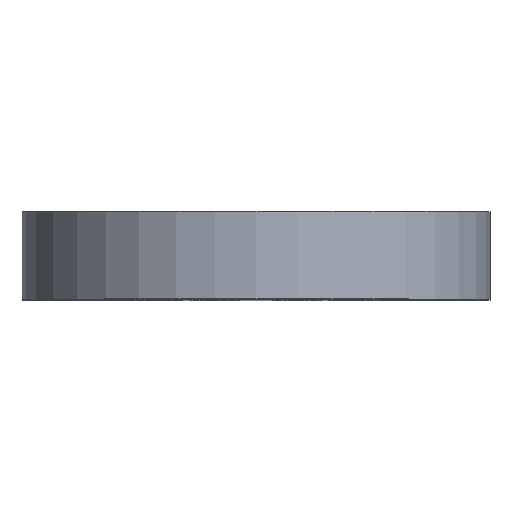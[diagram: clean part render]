
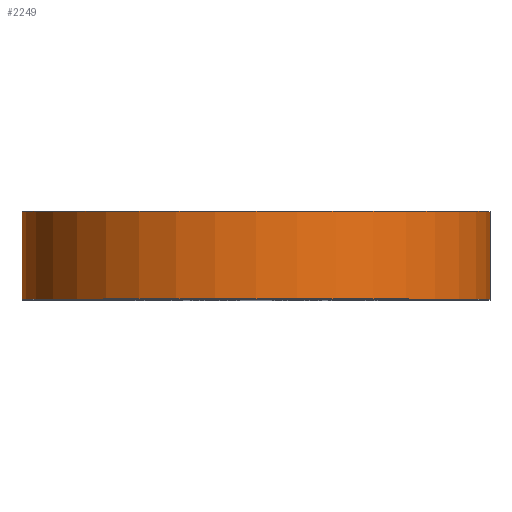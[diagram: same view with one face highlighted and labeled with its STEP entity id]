
A CAD part, top view. The second image highlights one B-rep face of the part: STEP entity #2249.
In plain terms, the highlighted cylindrical face has radius 40 mm (diameter 80 mm), a partial arc.
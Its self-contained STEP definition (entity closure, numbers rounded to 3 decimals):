
#5 = VECTOR ( 'NONE', #118, 1000. ) ;
#8 = EDGE_CURVE ( 'NONE', #266, #1619, #2178, .T. ) ;
#46 = DIRECTION ( 'NONE',  ( 0., -1., 0. ) ) ;
#60 = FACE_OUTER_BOUND ( 'NONE', #433, .T. ) ;
#110 = CARTESIAN_POINT ( 'NONE',  ( 0., 15., 0. ) ) ;
#118 = DIRECTION ( 'NONE',  ( 0., -1., 0. ) ) ;
#266 = VERTEX_POINT ( 'NONE', #2634 ) ;
#328 = DIRECTION ( 'NONE',  ( 0., 0., -1. ) ) ;
#405 = VECTOR ( 'NONE', #46, 1000. ) ;
#410 = EDGE_CURVE ( 'NONE', #1420, #1619, #765, .T. ) ;
#433 = EDGE_LOOP ( 'NONE', ( #3177, #803, #1109, #2503 ) ) ;
#507 = CIRCLE ( 'NONE', #2311, 40. ) ;
#530 = CARTESIAN_POINT ( 'NONE',  ( -40., 0., 0. ) ) ;
#656 = CARTESIAN_POINT ( 'NONE',  ( 40., 15., 0. ) ) ;
#718 = AXIS2_PLACEMENT_3D ( 'NONE', #110, #2655, #328 ) ;
#765 = CIRCLE ( 'NONE', #2099, 40. ) ;
#803 = ORIENTED_EDGE ( 'NONE', *, *, #8, .F. ) ;
#1109 = ORIENTED_EDGE ( 'NONE', *, *, #2078, .F. ) ;
#1115 = CARTESIAN_POINT ( 'NONE',  ( -40., 15., 0. ) ) ;
#1302 = DIRECTION ( 'NONE',  ( 0., 1., 0. ) ) ;
#1352 = LINE ( 'NONE', #1115, #405 ) ;
#1420 = VERTEX_POINT ( 'NONE', #530 ) ;
#1434 = CARTESIAN_POINT ( 'NONE',  ( 0., 15., 0. ) ) ;
#1619 = VERTEX_POINT ( 'NONE', #2345 ) ;
#1817 = CYLINDRICAL_SURFACE ( 'NONE', #718, 40. ) ;
#1829 = CARTESIAN_POINT ( 'NONE',  ( -40., 15., 0. ) ) ;
#1879 = EDGE_CURVE ( 'NONE', #2692, #1420, #1352, .T. ) ;
#1901 = DIRECTION ( 'NONE',  ( 0., 0., 1. ) ) ;
#1916 = DIRECTION ( 'NONE',  ( 0., 1., 0. ) ) ;
#2044 = DIRECTION ( 'NONE',  ( 0., 0., 1. ) ) ;
#2078 = EDGE_CURVE ( 'NONE', #2692, #266, #507, .T. ) ;
#2099 = AXIS2_PLACEMENT_3D ( 'NONE', #2679, #1916, #1901 ) ;
#2178 = LINE ( 'NONE', #656, #5 ) ;
#2249 = ADVANCED_FACE ( 'NONE', ( #60 ), #1817, .T. ) ;
#2311 = AXIS2_PLACEMENT_3D ( 'NONE', #1434, #1302, #2044 ) ;
#2345 = CARTESIAN_POINT ( 'NONE',  ( 40., 0., 0. ) ) ;
#2503 = ORIENTED_EDGE ( 'NONE', *, *, #1879, .T. ) ;
#2634 = CARTESIAN_POINT ( 'NONE',  ( 40., 15., 0. ) ) ;
#2655 = DIRECTION ( 'NONE',  ( 0., -1., 0. ) ) ;
#2679 = CARTESIAN_POINT ( 'NONE',  ( 0., 0., 0. ) ) ;
#2692 = VERTEX_POINT ( 'NONE', #1829 ) ;
#3177 = ORIENTED_EDGE ( 'NONE', *, *, #410, .T. ) ;
